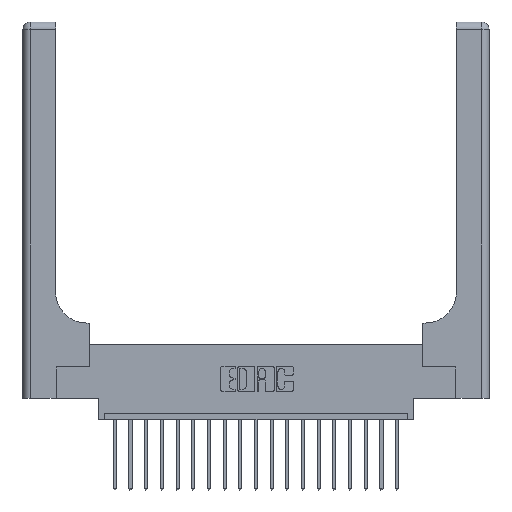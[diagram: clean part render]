
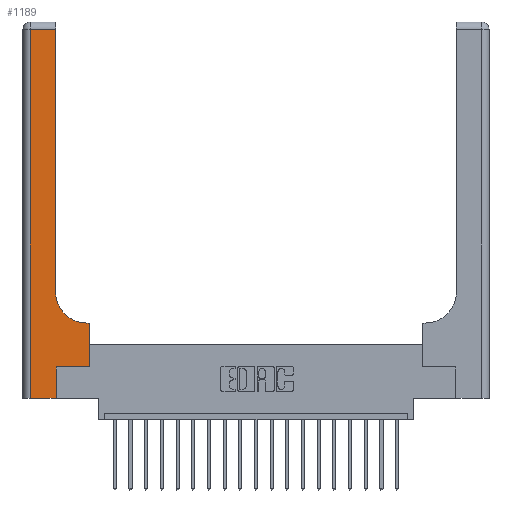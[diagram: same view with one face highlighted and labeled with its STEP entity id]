
A CAD part, top view. The second image highlights one B-rep face of the part: STEP entity #1189.
In plain terms, the highlighted planar face has unit normal (0, 0, 1).
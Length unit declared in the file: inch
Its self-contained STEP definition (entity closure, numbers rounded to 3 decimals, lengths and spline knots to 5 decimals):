
#132 = DIRECTION ( 'NONE',  ( 0., 1., 0. ) ) ;
#364 = CARTESIAN_POINT ( 'NONE',  ( 0., 3., 0.37 ) ) ;
#430 = CARTESIAN_POINT ( 'NONE',  ( 0.26, 3., 0.37 ) ) ;
#684 = CARTESIAN_POINT ( 'NONE',  ( 0., 2.94, 0.37 ) ) ;
#763 = VERTEX_POINT ( 'NONE', #16759 ) ;
#1189 = ADVANCED_FACE ( 'NONE', ( #14672 ), #16531, .F. ) ;
#1775 = LINE ( 'NONE', #430, #18546 ) ;
#1999 = EDGE_CURVE ( 'NONE', #18526, #15118, #19604, .T. ) ;
#2215 = DIRECTION ( 'NONE',  ( -1., 0., 0. ) ) ;
#3545 = VERTEX_POINT ( 'NONE', #15995 ) ;
#3606 = ORIENTED_EDGE ( 'NONE', *, *, #9991, .T. ) ;
#3952 = CARTESIAN_POINT ( 'NONE',  ( 0.265, 0.25, 0.37 ) ) ;
#4247 = VERTEX_POINT ( 'NONE', #5367 ) ;
#4560 = AXIS2_PLACEMENT_3D ( 'NONE', #364, #14867, #2215 ) ;
#4838 = VERTEX_POINT ( 'NONE', #14514 ) ;
#4984 = DIRECTION ( 'NONE',  ( 0., 1., 0. ) ) ;
#5046 = VECTOR ( 'NONE', #9689, 39.37008 ) ;
#5102 = VERTEX_POINT ( 'NONE', #14138 ) ;
#5104 = LINE ( 'NONE', #16163, #5046 ) ;
#5367 = CARTESIAN_POINT ( 'NONE',  ( 0.528, 0.6, 0.37 ) ) ;
#6138 = VERTEX_POINT ( 'NONE', #3952 ) ;
#6351 = VECTOR ( 'NONE', #9923, 39.37008 ) ;
#6551 = VECTOR ( 'NONE', #19167, 39.37008 ) ;
#7007 = LINE ( 'NONE', #14929, #6351 ) ;
#7784 = LINE ( 'NONE', #17496, #12437 ) ;
#8083 = CARTESIAN_POINT ( 'NONE',  ( 0.06, 3., 0.37 ) ) ;
#9030 = ORIENTED_EDGE ( 'NONE', *, *, #1999, .T. ) ;
#9055 = EDGE_CURVE ( 'NONE', #6138, #3545, #7007, .T. ) ;
#9478 = EDGE_CURVE ( 'NONE', #763, #6138, #5104, .T. ) ;
#9689 = DIRECTION ( 'NONE',  ( 0., 1., 0. ) ) ;
#9923 = DIRECTION ( 'NONE',  ( 1., 0., 0. ) ) ;
#9991 = EDGE_CURVE ( 'NONE', #3545, #4247, #17913, .T. ) ;
#11127 = AXIS2_PLACEMENT_3D ( 'NONE', #16323, #11212, #17582 ) ;
#11195 = EDGE_CURVE ( 'NONE', #4247, #13910, #15619, .T. ) ;
#11212 = DIRECTION ( 'NONE',  ( 0., 0., -1. ) ) ;
#11293 = CARTESIAN_POINT ( 'NONE',  ( 0.06, 2.94, 0.37 ) ) ;
#11665 = DIRECTION ( 'NONE',  ( -1., 0., 0. ) ) ;
#12180 = EDGE_CURVE ( 'NONE', #5102, #763, #7784, .T. ) ;
#12395 = CARTESIAN_POINT ( 'NONE',  ( 0.26, 0.6, 0.37 ) ) ;
#12437 = VECTOR ( 'NONE', #13117, 39.37008 ) ;
#13117 = DIRECTION ( 'NONE',  ( 1., 0., 0. ) ) ;
#13314 = ORIENTED_EDGE ( 'NONE', *, *, #11195, .T. ) ;
#13756 = ORIENTED_EDGE ( 'NONE', *, *, #12180, .T. ) ;
#13886 = ORIENTED_EDGE ( 'NONE', *, *, #9055, .T. ) ;
#13910 = VERTEX_POINT ( 'NONE', #14427 ) ;
#14138 = CARTESIAN_POINT ( 'NONE',  ( 0.06, 0., 0.37 ) ) ;
#14232 = EDGE_LOOP ( 'NONE', ( #18160, #9030, #20072, #13756, #15996, #13886, #3606, #13314, #18207 ) ) ;
#14376 = DIRECTION ( 'NONE',  ( -1., 0., 0. ) ) ;
#14411 = VECTOR ( 'NONE', #14376, 39.37008 ) ;
#14427 = CARTESIAN_POINT ( 'NONE',  ( 0.51, 0.6, 0.37 ) ) ;
#14514 = CARTESIAN_POINT ( 'NONE',  ( 0.26, 0.85, 0.37 ) ) ;
#14569 = LINE ( 'NONE', #8083, #6551 ) ;
#14672 = FACE_OUTER_BOUND ( 'NONE', #14232, .T. ) ;
#14867 = DIRECTION ( 'NONE',  ( 0., 0., -1. ) ) ;
#14929 = CARTESIAN_POINT ( 'NONE',  ( 0.265, 0.25, 0.37 ) ) ;
#15038 = VECTOR ( 'NONE', #4984, 39.37008 ) ;
#15118 = VERTEX_POINT ( 'NONE', #11293 ) ;
#15334 = EDGE_CURVE ( 'NONE', #13910, #4838, #17455, .T. ) ;
#15619 = LINE ( 'NONE', #12395, #14411 ) ;
#15995 = CARTESIAN_POINT ( 'NONE',  ( 0.528, 0.25, 0.37 ) ) ;
#15996 = ORIENTED_EDGE ( 'NONE', *, *, #9478, .T. ) ;
#16163 = CARTESIAN_POINT ( 'NONE',  ( 0.265, 0., 0.37 ) ) ;
#16323 = CARTESIAN_POINT ( 'NONE',  ( 0.51, 0.85, 0.37 ) ) ;
#16531 = PLANE ( 'NONE',  #4560 ) ;
#16759 = CARTESIAN_POINT ( 'NONE',  ( 0.265, 0., 0.37 ) ) ;
#17007 = EDGE_CURVE ( 'NONE', #4838, #18526, #1775, .T. ) ;
#17455 = CIRCLE ( 'NONE', #11127, 0.25 ) ;
#17496 = CARTESIAN_POINT ( 'NONE',  ( 0., 0., 0.37 ) ) ;
#17582 = DIRECTION ( 'NONE',  ( 1., 0., 0. ) ) ;
#17913 = LINE ( 'NONE', #19396, #15038 ) ;
#18160 = ORIENTED_EDGE ( 'NONE', *, *, #17007, .T. ) ;
#18191 = EDGE_CURVE ( 'NONE', #15118, #5102, #14569, .T. ) ;
#18207 = ORIENTED_EDGE ( 'NONE', *, *, #15334, .T. ) ;
#18526 = VERTEX_POINT ( 'NONE', #19222 ) ;
#18546 = VECTOR ( 'NONE', #132, 39.37008 ) ;
#18913 = VECTOR ( 'NONE', #11665, 39.37008 ) ;
#19167 = DIRECTION ( 'NONE',  ( 0., -1., 0. ) ) ;
#19222 = CARTESIAN_POINT ( 'NONE',  ( 0.26, 2.94, 0.37 ) ) ;
#19396 = CARTESIAN_POINT ( 'NONE',  ( 0.528, 0.25, 0.37 ) ) ;
#19604 = LINE ( 'NONE', #684, #18913 ) ;
#20072 = ORIENTED_EDGE ( 'NONE', *, *, #18191, .T. ) ;
